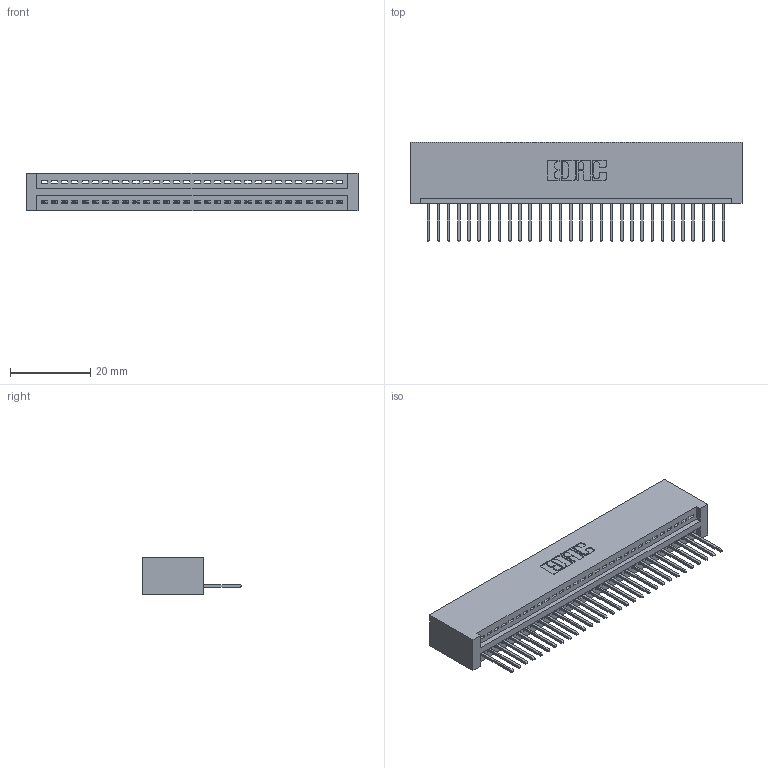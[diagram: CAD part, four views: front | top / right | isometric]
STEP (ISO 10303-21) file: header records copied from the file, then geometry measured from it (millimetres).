
FILE_DESCRIPTION (( 'STEP AP203' ), '1' );
FILE_NAME ('395-030-523-101.STEP', '2019-10-19T06:40:18', ( '' ), ( '' ), 'SwSTEP 2.0', 'SolidWorks 2016', '' );
FILE_SCHEMA (( 'CONFIG_CONTROL_DESIGN' ));
Length unit declared in the file: inch
Products named in the file (3): 345-292-001_345-293-123; 345 Part_No Mounting Lugs; 395-030-523-101
Assembly tree (31 placements, depth 2):
  395-030-523-101
    345 Part_No Mounting Lugs
    345-292-001_345-293-123  x30
Bounding box: 82.8 x 24.82 x 9.4 mm (x, y, z)
Volume: 8339.3 mm3; surface area: 11141.9 mm2
Topology: 31 solids, 31 shells, 1858 faces, 5597 edges, 3690 vertices
Faces by surface type: plane 1276, cylinder 582
Entity records: 23935 total; most frequent: CARTESIAN_POINT 4154, ORIENTED_EDGE 4118, DIRECTION 3639, EDGE_CURVE 2059, LINE 1815, VECTOR 1815, VERTEX_POINT 1370, AXIS2_PLACEMENT_3D 912
